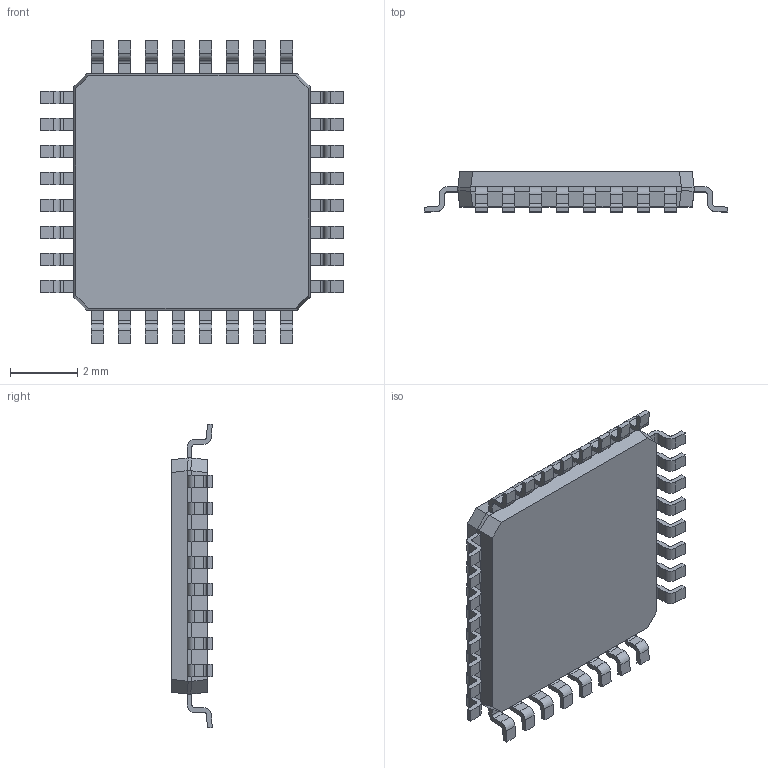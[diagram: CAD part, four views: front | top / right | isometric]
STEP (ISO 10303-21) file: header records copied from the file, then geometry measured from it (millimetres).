
FILE_DESCRIPTION (( 'STEP AP214' ), '1' );
FILE_NAME ('ATMEGA328P-AU-QFP-32.STEP', '2022-03-30T03:25:37', ( '' ), ( '' ), 'SwSTEP 2.0', 'SolidWorks 2021', '' );
FILE_SCHEMA (( 'AUTOMOTIVE_DESIGN' ));
Length unit declared in the file: millimetre
Products named in the file (1): ATMEGA328P-AU-QFP-32
Bounding box: 9 x 1.2 x 9 mm (x, y, z)
Volume: 52.9 mm3; surface area: 174.6 mm2
Topology: 33 solids, 33 shells, 477 faces, 1230 edges, 820 vertices
Faces by surface type: plane 347, cylinder 130
Entity records: 14819 total; most frequent: CARTESIAN_POINT 2528, ORIENTED_EDGE 2460, DIRECTION 2446, EDGE_CURVE 1230, LINE 970, VECTOR 970, VERTEX_POINT 820, AXIS2_PLACEMENT_3D 738
